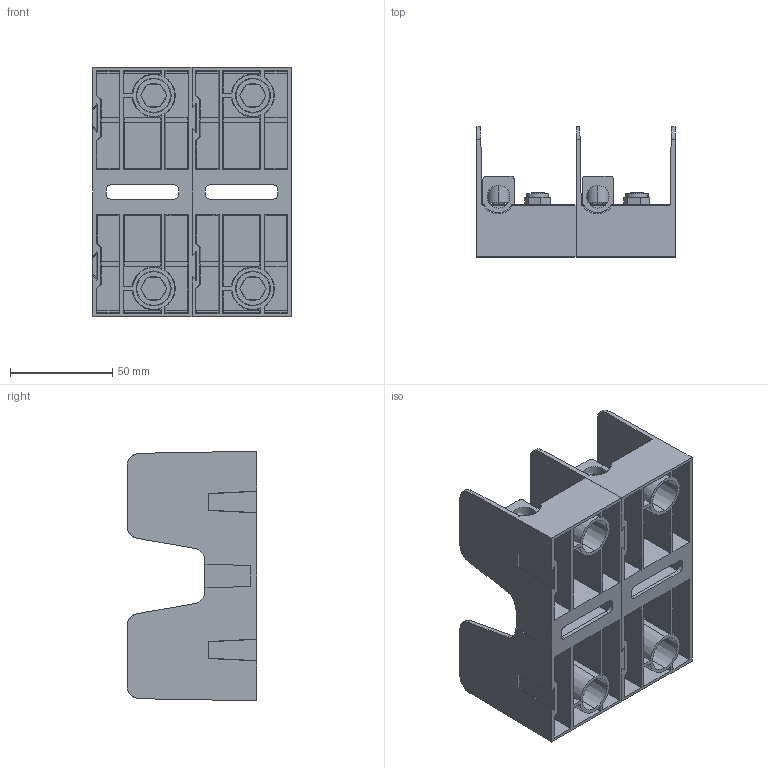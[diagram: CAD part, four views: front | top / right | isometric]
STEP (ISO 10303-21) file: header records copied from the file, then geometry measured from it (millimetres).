
FILE_DESCRIPTION (( 'STEP AP214' ), '1' );
FILE_NAME ('701185rev-.STEP', '2015-09-18T17:27:24', ( '' ), ( '' ), 'SwSTEP 2.0', 'SolidWorks 2014', '' );
FILE_SCHEMA (( 'AUTOMOTIVE_DESIGN' ));
Length unit declared in the file: inch
Products named in the file (1): 701185rev-
Bounding box: 97.03 x 63.5 x 122.04 mm (x, y, z)
Volume: 141501.2 mm3; surface area: 128829 mm2
Topology: 18 solids, 18 shells, 725 faces, 1940 edges, 1288 vertices
Faces by surface type: plane 483, cylinder 178, cone 48, bspline 8, torus 8
Entity records: 32790 total; most frequent: CARTESIAN_POINT 5326, ORIENTED_EDGE 3880, DIRECTION 3404, EDGE_CURVE 1940, VECTOR 1424, LINE 1424, VERTEX_POINT 1288, AXIS2_PLACEMENT_3D 990
